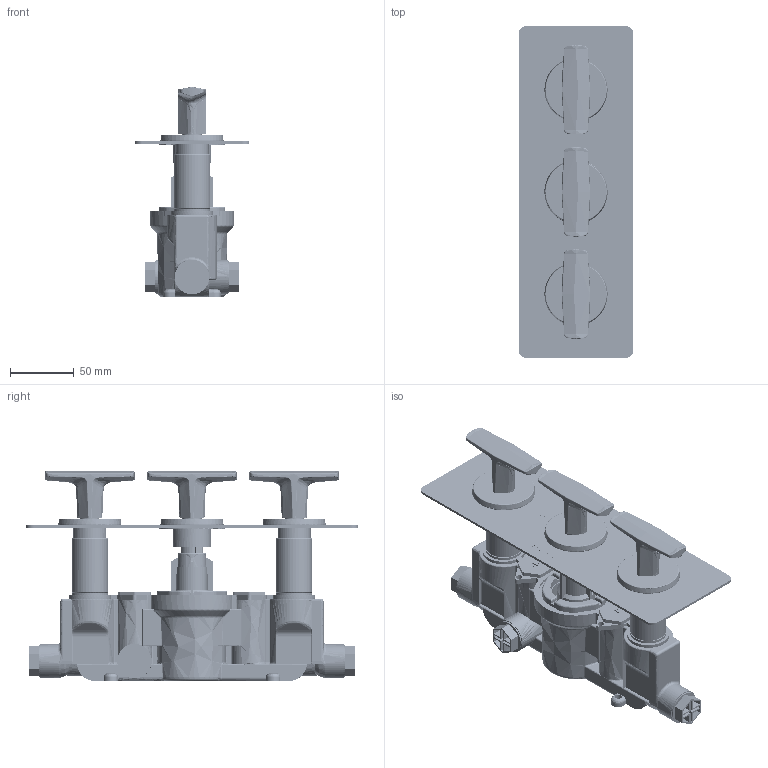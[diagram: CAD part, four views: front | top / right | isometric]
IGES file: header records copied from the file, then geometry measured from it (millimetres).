
Global section: file name: T2005-TCBA; native system: Autodesk Inventor 2020; preprocessor: unknown; author: adaniels; date: 20221207.092031; units: millimetre
Bounding box: 90 x 260 x 164.31 mm (x, y, z)
Volume: 520703.9 mm3; surface area: 336242.2 mm2
Topology: 75 solids, 80 shells, 4816 faces, 13277 edges, 8779 vertices
Faces by surface type: bspline 4816
